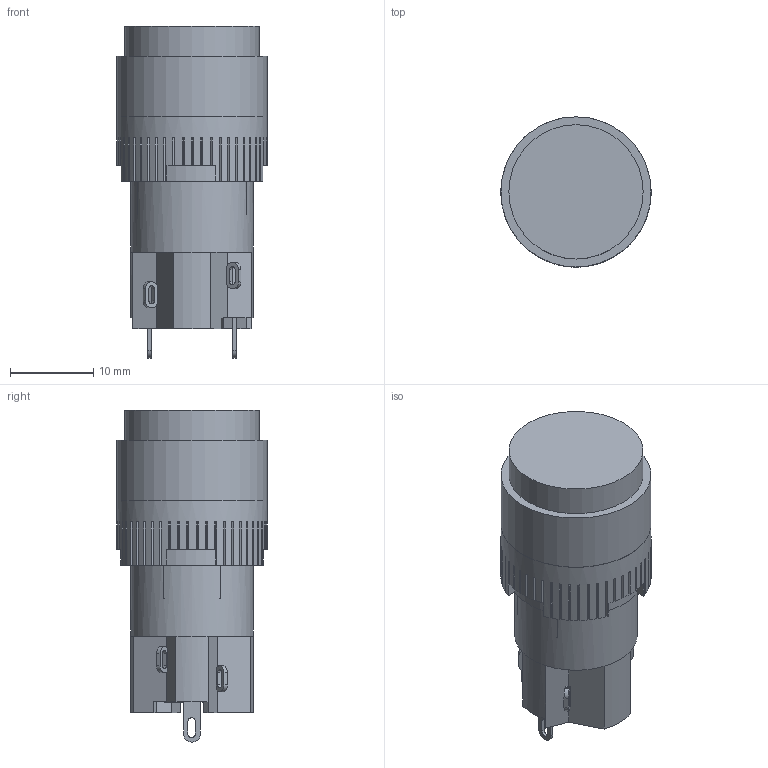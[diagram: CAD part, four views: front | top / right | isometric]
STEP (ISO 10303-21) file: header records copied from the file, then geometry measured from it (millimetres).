
FILE_DESCRIPTION(/* description */ (''),/* implementation_level */ '2;1');
FILE_NAME(/* name */ 'D16xxR11xxxx.stp',/* time_stamp */ '2026-01-21T09:37:44-06:00',/* author */ ('mroman'),/* organization */ (''),/* preprocessor_version */ 'ST-DEVELOPER v18.1',/* originating_system */ 'Autodesk Inventor 2022',/* authorisation */ '');
FILE_SCHEMA (('AUTOMOTIVE_DESIGN { 1 0 10303 214 3 1 1 }'));
Length unit declared in the file: inch
Products named in the file (1): D16xxR11xxxx
Bounding box: 18 x 18 x 39.8 mm (x, y, z)
Volume: 5206.7 mm3; surface area: 6401.3 mm2
Topology: 1 solids, 3 shells, 575 faces, 1636 edges, 1078 vertices
Faces by surface type: plane 437, cylinder 83, bspline 53, sphere 1, cone 1
Full cylindrical faces by diameter (mm): 3.2 x2, 3.5 x1, 5.7 x1, 8.4 x1, 14.4 x2, 14.7 x2, 16.1 x2, 18 x2
Entity records: 18954 total; most frequent: CARTESIAN_POINT 3984, ORIENTED_EDGE 3270, DIRECTION 2883, EDGE_CURVE 1635, LINE 1213, VECTOR 1213, VERTEX_POINT 1078, AXIS2_PLACEMENT_3D 835
